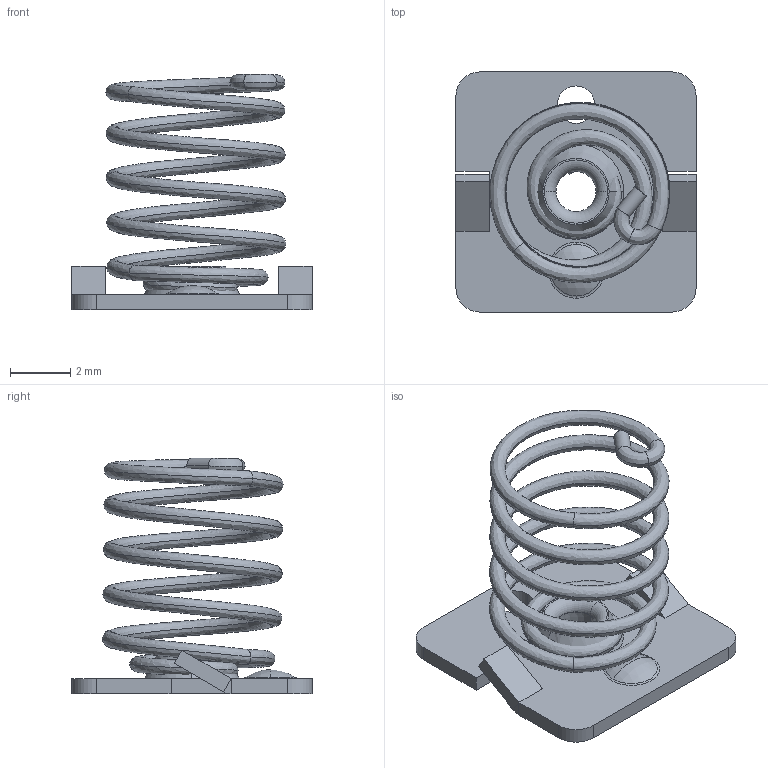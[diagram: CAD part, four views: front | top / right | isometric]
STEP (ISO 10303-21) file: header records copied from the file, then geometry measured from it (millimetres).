
FILE_DESCRIPTION (( 'STEP AP214' ), '1' );
FILE_NAME ('5203.STEP', '2007-12-10T21:58:11', ( 'Richard Maletta' ), ( '' ), 'SwSTEP 2.0', 'SolidWorks 2007', '' );
FILE_SCHEMA (( 'AUTOMOTIVE_DESIGN' ));
Length unit declared in the file: millimetre
Products named in the file (1): 5203
Bounding box: 8 x 8 x 7.86 mm (x, y, z)
Volume: 55.1 mm3; surface area: 317.7 mm2
Topology: 2 solids, 2 shells, 70 faces, 156 edges, 94 vertices
Faces by surface type: plane 30, bspline 12, torus 10, cylinder 10, sphere 4, cone 4
Entity records: 4604 total; most frequent: CARTESIAN_POINT 2291, DIRECTION 316, ORIENTED_EDGE 312, EDGE_CURVE 156, AXIS2_PLACEMENT_3D 123, VERTEX_POINT 94, EDGE_LOOP 78, UNCERTAINTY_MEASURE_WITH_UNIT 73
